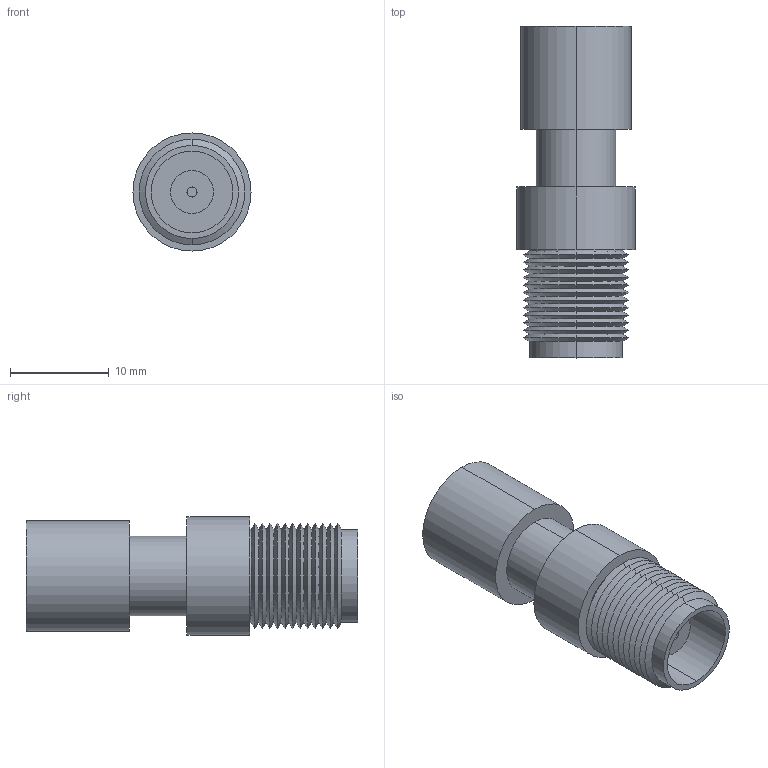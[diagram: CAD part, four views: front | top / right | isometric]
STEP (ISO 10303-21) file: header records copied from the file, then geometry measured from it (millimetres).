
FILE_DESCRIPTION (( 'STEP AP203' ), '1' );
FILE_NAME ('BA886.STEP', '2006-06-30T19:26:25', ( ' ' ), ( ' ' ), 'SwSTEP 2.0', 'SolidWorks 2005354', '' );
FILE_SCHEMA (( 'CONFIG_CONTROL_DESIGN' ));
Length unit declared in the file: inch
Products named in the file (1): BA886
Bounding box: 11.94 x 33.53 x 11.94 mm (x, y, z)
Volume: 1906 mm3; surface area: 2508.7 mm2
Topology: 1 solids, 1 shells, 171 faces, 340 edges, 180 vertices
Faces by surface type: cone 92, cylinder 66, plane 11, torus 2
Entity records: 4395 total; most frequent: DIRECTION 866, CARTESIAN_POINT 692, ORIENTED_EDGE 680, AXIS2_PLACEMENT_3D 354, EDGE_CURVE 340, CIRCLE 182, EDGE_LOOP 180, VERTEX_POINT 180
